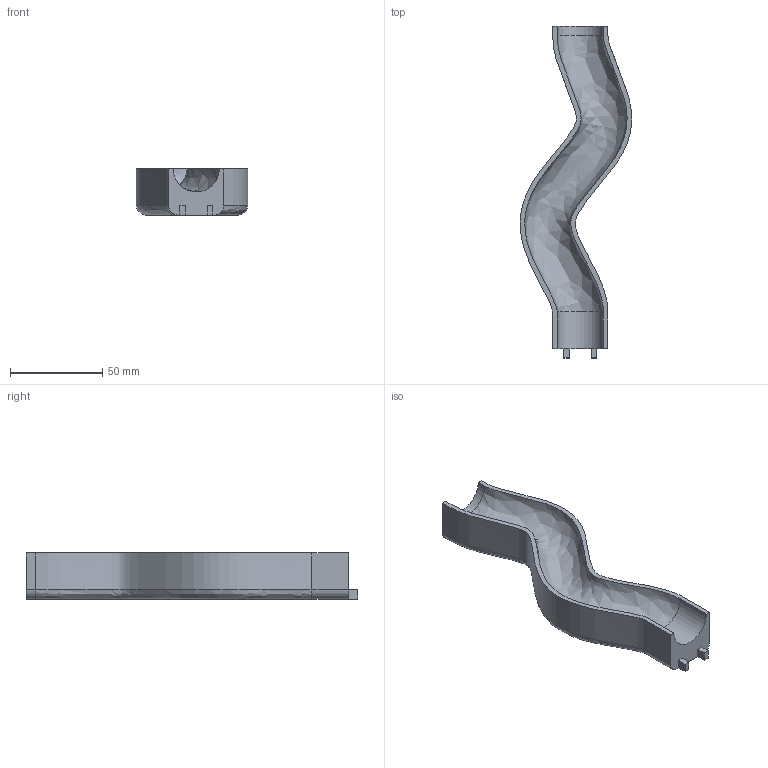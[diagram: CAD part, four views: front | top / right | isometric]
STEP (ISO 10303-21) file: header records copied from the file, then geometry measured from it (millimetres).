
FILE_DESCRIPTION(/* description */ ('STEP AP242','CAx-IF Rec.Pracs.---Representation and Presentation of Product Manufacturing Information (PMI)---4.0---2014-10-13','CAx-IF Rec.Pracs.---3D Tessellated Geometry---0.4---2014-09-14','2;1'),/* implementation_level */ '2;1');
FILE_NAME(/* name */ 'i don''t know what i''m doing - curve thing',/* time_stamp */ '2024-07-19T04:48:35Z',/* author */ (''),/* organization */ (''),/* preprocessor_version */ 'ST-DEVELOPER v20',/* originating_system */ ' ',/* authorisation */ ' ');
FILE_SCHEMA (('AP242_MANAGED_MODEL_BASED_3D_ENGINEERING_MIM_LF { 1 0 10303 442 1 1 4 }'));
Length unit declared in the file: metre
Products named in the file (1): curve thing
Bounding box: 60.43 x 180 x 25 mm (x, y, z)
Volume: 93898.5 mm3; surface area: 23923.1 mm2
Topology: 1 solids, 1 shells, 28 faces, 74 edges, 48 vertices
Faces by surface type: plane 17, cylinder 6, bspline 5
Entity records: 2006 total; most frequent: CARTESIAN_POINT 1314, ORIENTED_EDGE 148, DIRECTION 126, EDGE_CURVE 74, LINE 54, VECTOR 54, VERTEX_POINT 48, AXIS2_PLACEMENT_3D 36
